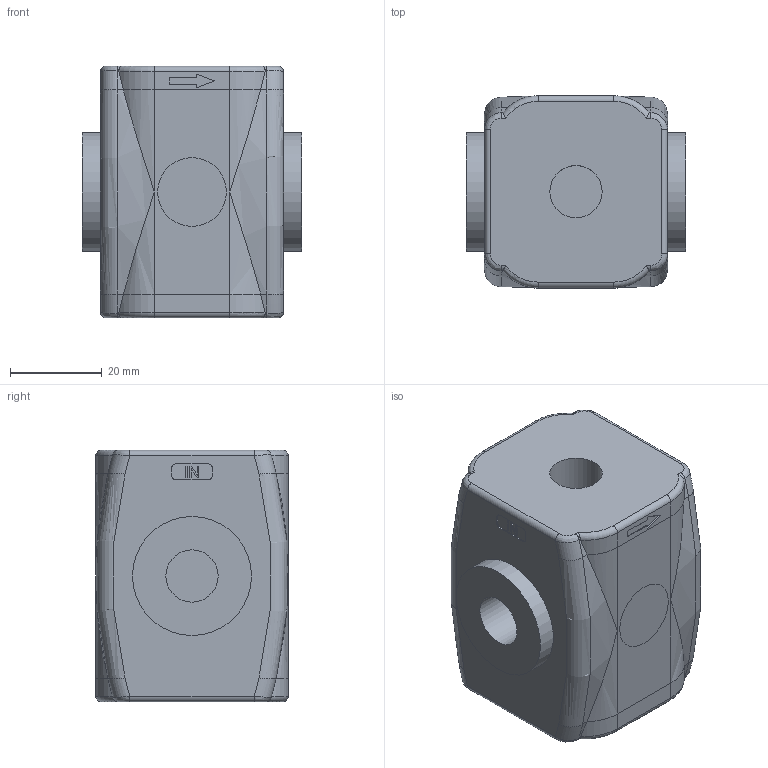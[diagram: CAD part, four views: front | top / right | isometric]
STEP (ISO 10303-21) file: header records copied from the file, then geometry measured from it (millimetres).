
FILE_DESCRIPTION((''),'2;1');
FILE_NAME('T171BPA.ipt.step','2010-08-23T14:21:43',(''),(''),'Autodesk Inventor 2010','Autodesk Inventor 2010','');
FILE_SCHEMA(('AUTOMOTIVE_DESIGN { 1 0 10303 214 1 1 1 1 }'));
Length unit declared in the file: millimetre
Products named in the file (1): T171BPA
Bounding box: 48 x 42 x 55 mm (x, y, z)
Volume: 89606.3 mm3; surface area: 13579.6 mm2
Topology: 1 solids, 1 shells, 176 faces, 418 edges, 262 vertices
Faces by surface type: bspline 60, plane 60, cylinder 36, torus 20
Full cylindrical faces by diameter (mm): 11.445 x1, 26 x1
Entity records: 5865 total; most frequent: CARTESIAN_POINT 2051, ORIENTED_EDGE 824, DIRECTION 668, EDGE_CURVE 412, VERTEX_POINT 262, VECTOR 230, LINE 230, AXIS2_PLACEMENT_3D 219
